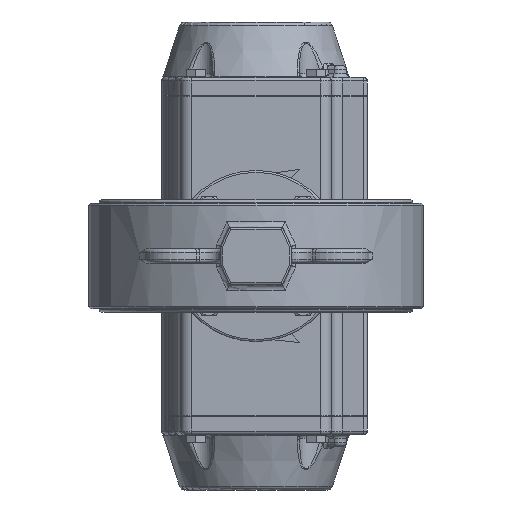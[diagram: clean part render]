
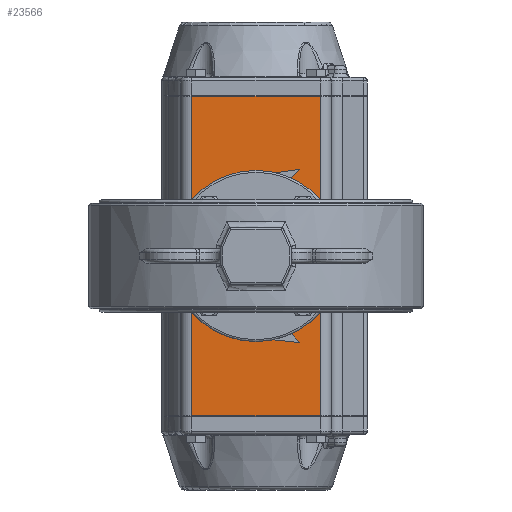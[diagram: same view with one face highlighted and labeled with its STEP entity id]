
A CAD part, front view. The second image highlights one B-rep face of the part: STEP entity #23566.
In plain terms, the highlighted planar face has unit normal (0, -1, 0).
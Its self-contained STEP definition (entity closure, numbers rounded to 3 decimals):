
#1905=CIRCLE('',#25913,2.5);
#1907=CIRCLE('',#25917,2.5);
#1909=CIRCLE('',#25921,2.5);
#1911=CIRCLE('',#25925,2.5);
#1913=CIRCLE('',#25929,3.4);
#1915=CIRCLE('',#25933,3.4);
#1917=CIRCLE('',#25937,3.4);
#1919=CIRCLE('',#25941,3.4);
#1920=CIRCLE('',#25943,20.5);
#3630=LINE('',#54053,#5126);
#3631=LINE('',#54057,#5127);
#3632=LINE('',#54059,#5128);
#3633=LINE('',#54061,#5129);
#5126=VECTOR('',#32389,1000.);
#5127=VECTOR('',#32394,1000.);
#5128=VECTOR('',#32395,1000.);
#5129=VECTOR('',#32396,1000.);
#11434=ORIENTED_EDGE('',*,*,#15163,.F.);
#11435=ORIENTED_EDGE('',*,*,#15165,.T.);
#11436=ORIENTED_EDGE('',*,*,#15166,.T.);
#11437=ORIENTED_EDGE('',*,*,#15167,.T.);
#11438=ORIENTED_EDGE('',*,*,#14460,.T.);
#11439=ORIENTED_EDGE('',*,*,#14459,.F.);
#11440=ORIENTED_EDGE('',*,*,#14457,.F.);
#11441=ORIENTED_EDGE('',*,*,#14455,.F.);
#11442=ORIENTED_EDGE('',*,*,#14453,.F.);
#11443=ORIENTED_EDGE('',*,*,#14451,.F.);
#11444=ORIENTED_EDGE('',*,*,#14449,.F.);
#11445=ORIENTED_EDGE('',*,*,#14447,.F.);
#11446=ORIENTED_EDGE('',*,*,#14445,.F.);
#14445=EDGE_CURVE('',#17029,#17029,#1905,.T.);
#14447=EDGE_CURVE('',#17032,#17032,#1907,.T.);
#14449=EDGE_CURVE('',#17035,#17035,#1909,.T.);
#14451=EDGE_CURVE('',#17038,#17038,#1911,.T.);
#14453=EDGE_CURVE('',#17041,#17041,#1913,.T.);
#14455=EDGE_CURVE('',#17044,#17044,#1915,.T.);
#14457=EDGE_CURVE('',#17047,#17047,#1917,.T.);
#14459=EDGE_CURVE('',#17050,#17050,#1919,.T.);
#14460=EDGE_CURVE('',#17051,#17051,#1920,.T.);
#15163=EDGE_CURVE('',#17510,#17511,#3630,.T.);
#15165=EDGE_CURVE('',#17510,#17512,#3631,.T.);
#15166=EDGE_CURVE('',#17512,#17513,#3632,.T.);
#15167=EDGE_CURVE('',#17513,#17511,#3633,.T.);
#17029=VERTEX_POINT('',#47848);
#17032=VERTEX_POINT('',#47855);
#17035=VERTEX_POINT('',#47862);
#17038=VERTEX_POINT('',#47869);
#17041=VERTEX_POINT('',#47876);
#17044=VERTEX_POINT('',#47883);
#17047=VERTEX_POINT('',#47890);
#17050=VERTEX_POINT('',#47897);
#17051=VERTEX_POINT('',#47900);
#17510=VERTEX_POINT('',#54052);
#17511=VERTEX_POINT('',#54054);
#17512=VERTEX_POINT('',#54058);
#17513=VERTEX_POINT('',#54060);
#19831=EDGE_LOOP('',(#11434,#11435,#11436,#11437));
#19832=EDGE_LOOP('',(#11438));
#19833=EDGE_LOOP('',(#11439));
#19834=EDGE_LOOP('',(#11440));
#19835=EDGE_LOOP('',(#11441));
#19836=EDGE_LOOP('',(#11442));
#19837=EDGE_LOOP('',(#11443));
#19838=EDGE_LOOP('',(#11444));
#19839=EDGE_LOOP('',(#11445));
#19840=EDGE_LOOP('',(#11446));
#21578=FACE_BOUND('',#19831,.T.);
#21579=FACE_BOUND('',#19832,.T.);
#21580=FACE_BOUND('',#19833,.T.);
#21581=FACE_BOUND('',#19834,.T.);
#21582=FACE_BOUND('',#19835,.T.);
#21583=FACE_BOUND('',#19836,.T.);
#21584=FACE_BOUND('',#19837,.T.);
#21585=FACE_BOUND('',#19838,.T.);
#21586=FACE_BOUND('',#19839,.T.);
#21587=FACE_BOUND('',#19840,.T.);
#22195=PLANE('',#26491);
#23566=ADVANCED_FACE('',(#21578,#21579,#21580,#21581,#21582,#21583,#21584,
#21585,#21586,#21587),#22195,.F.);
#25913=AXIS2_PLACEMENT_3D('',#47847,#31012,#31013);
#25917=AXIS2_PLACEMENT_3D('',#47854,#31020,#31021);
#25921=AXIS2_PLACEMENT_3D('',#47861,#31028,#31029);
#25925=AXIS2_PLACEMENT_3D('',#47868,#31036,#31037);
#25929=AXIS2_PLACEMENT_3D('',#47875,#31044,#31045);
#25933=AXIS2_PLACEMENT_3D('',#47882,#31052,#31053);
#25937=AXIS2_PLACEMENT_3D('',#47889,#31060,#31061);
#25941=AXIS2_PLACEMENT_3D('',#47896,#31068,#31069);
#25943=AXIS2_PLACEMENT_3D('',#47899,#31072,#31073);
#26491=AXIS2_PLACEMENT_3D('',#54056,#32392,#32393);
#31012=DIRECTION('',(0.,-1.,0.));
#31013=DIRECTION('',(0.,0.,-1.));
#31020=DIRECTION('',(0.,-1.,0.));
#31021=DIRECTION('',(0.,0.,-1.));
#31028=DIRECTION('',(0.,-1.,0.));
#31029=DIRECTION('',(0.,0.,-1.));
#31036=DIRECTION('',(0.,-1.,0.));
#31037=DIRECTION('',(0.,0.,-1.));
#31044=DIRECTION('',(0.,-1.,0.));
#31045=DIRECTION('',(0.,0.,-1.));
#31052=DIRECTION('',(0.,-1.,0.));
#31053=DIRECTION('',(0.,0.,-1.));
#31060=DIRECTION('',(0.,-1.,0.));
#31061=DIRECTION('',(0.,0.,-1.));
#31068=DIRECTION('',(0.,-1.,0.));
#31069=DIRECTION('',(0.,0.,-1.));
#31072=DIRECTION('',(0.,1.,0.));
#31073=DIRECTION('',(-1.,0.,0.));
#32389=DIRECTION('',(0.,0.,-1.));
#32392=DIRECTION('',(0.,1.,0.));
#32393=DIRECTION('',(1.,0.,0.));
#32394=DIRECTION('',(-1.,0.,0.));
#32395=DIRECTION('',(0.,0.,-1.));
#32396=DIRECTION('',(1.,0.,0.));
#47847=CARTESIAN_POINT('',(-17.678,-58.,-17.678));
#47848=CARTESIAN_POINT('',(-17.678,-58.,-20.178));
#47854=CARTESIAN_POINT('',(17.678,-58.,-17.678));
#47855=CARTESIAN_POINT('',(17.678,-58.,-20.178));
#47861=CARTESIAN_POINT('',(17.678,-58.,17.678));
#47862=CARTESIAN_POINT('',(17.678,-58.,15.178));
#47868=CARTESIAN_POINT('',(-17.678,-58.,17.678));
#47869=CARTESIAN_POINT('',(-17.678,-58.,15.178));
#47875=CARTESIAN_POINT('',(-24.749,-58.,-24.749));
#47876=CARTESIAN_POINT('',(-24.749,-58.,-28.149));
#47882=CARTESIAN_POINT('',(24.749,-58.,-24.749));
#47883=CARTESIAN_POINT('',(24.749,-58.,-28.149));
#47889=CARTESIAN_POINT('',(24.749,-58.,24.749));
#47890=CARTESIAN_POINT('',(24.749,-58.,21.349));
#47896=CARTESIAN_POINT('',(-24.749,-58.,24.749));
#47897=CARTESIAN_POINT('',(-24.749,-58.,21.349));
#47899=CARTESIAN_POINT('',(0.,-58.,0.));
#47900=CARTESIAN_POINT('',(-20.5,-58.,0.));
#54052=CARTESIAN_POINT('',(33.75,-58.,84.));
#54053=CARTESIAN_POINT('',(33.75,-58.,84.5));
#54054=CARTESIAN_POINT('',(33.75,-58.,-84.));
#54056=CARTESIAN_POINT('',(33.75,-58.,84.5));
#54057=CARTESIAN_POINT('',(-33.75,-58.,84.));
#54058=CARTESIAN_POINT('',(-33.75,-58.,84.));
#54059=CARTESIAN_POINT('',(-33.75,-58.,84.5));
#54060=CARTESIAN_POINT('',(-33.75,-58.,-84.));
#54061=CARTESIAN_POINT('',(33.75,-58.,-84.));
